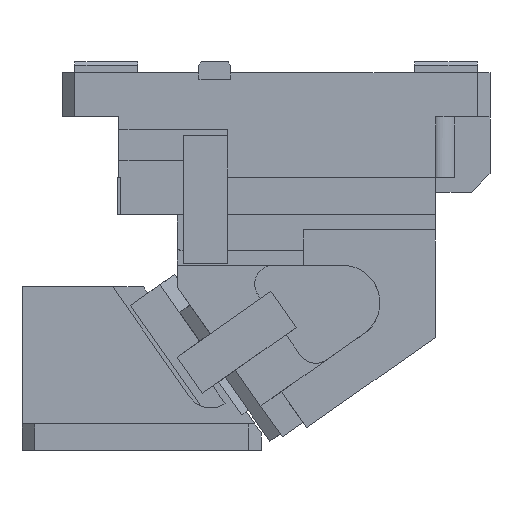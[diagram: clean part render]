
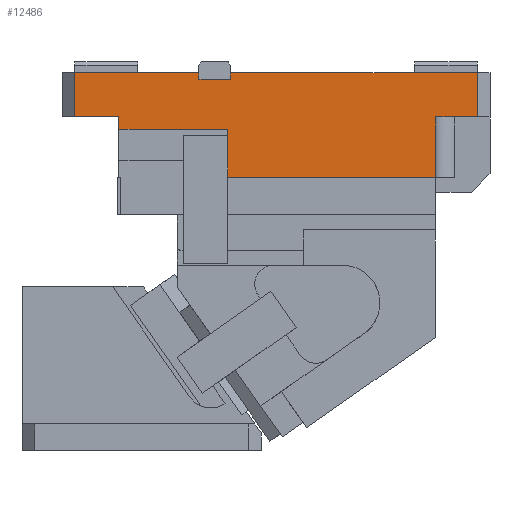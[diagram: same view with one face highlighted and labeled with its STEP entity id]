
A CAD part, front view. The second image highlights one B-rep face of the part: STEP entity #12486.
In plain terms, the highlighted planar face has unit normal (0, -1, 0).
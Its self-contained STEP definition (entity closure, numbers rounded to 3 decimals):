
#7204=CARTESIAN_POINT('Vertex',(42.,-82.5,300.)) ;
#7207=CARTESIAN_POINT('Line Origine',(91.335,-82.5,300.)) ;
#7211=CARTESIAN_POINT('Vertex',(140.67,-82.5,300.)) ;
#7860=CARTESIAN_POINT('Vertex',(329.,-82.5,217.211)) ;
#7863=CARTESIAN_POINT('Line Origine',(246.294,-82.5,217.211)) ;
#7867=CARTESIAN_POINT('Vertex',(163.588,-82.5,217.211)) ;
#8215=CARTESIAN_POINT('Vertex',(329.,-82.5,265.)) ;
#8218=CARTESIAN_POINT('Line Origine',(329.,-82.5,241.105)) ;
#8641=CARTESIAN_POINT('Vertex',(77.,-82.5,255.211)) ;
#8644=CARTESIAN_POINT('Line Origine',(77.,-82.5,260.105)) ;
#8648=CARTESIAN_POINT('Vertex',(77.,-82.5,265.)) ;
#9132=CARTESIAN_POINT('Vertex',(163.588,-82.5,250.211)) ;
#9208=CARTESIAN_POINT('Vertex',(165.67,-82.5,295.)) ;
#9213=CARTESIAN_POINT('Line Origine',(165.67,-82.5,297.5)) ;
#9217=CARTESIAN_POINT('Vertex',(165.67,-82.5,300.)) ;
#11263=CARTESIAN_POINT('Vertex',(140.67,-82.5,295.)) ;
#11266=CARTESIAN_POINT('Line Origine',(153.17,-82.5,295.)) ;
#11287=CARTESIAN_POINT('Vertex',(362.,-82.5,300.)) ;
#11290=CARTESIAN_POINT('Line Origine',(362.,-82.5,282.5)) ;
#11294=CARTESIAN_POINT('Vertex',(362.,-82.5,265.)) ;
#11480=CARTESIAN_POINT('Line Origine',(163.588,-82.5,252.711)) ;
#11484=CARTESIAN_POINT('Vertex',(163.588,-82.5,255.211)) ;
#11569=CARTESIAN_POINT('Line Origine',(102.794,-82.5,255.211)) ;
#11573=CARTESIAN_POINT('Vertex',(128.588,-82.5,255.211)) ;
#11576=CARTESIAN_POINT('Line Origine',(146.088,-82.5,255.211)) ;
#11753=CARTESIAN_POINT('Line Origine',(345.5,-82.5,265.)) ;
#11914=CARTESIAN_POINT('Line Origine',(163.588,-82.5,233.711)) ;
#12002=CARTESIAN_POINT('Line Origine',(59.5,-82.5,265.)) ;
#12006=CARTESIAN_POINT('Vertex',(42.,-82.5,265.)) ;
#12191=CARTESIAN_POINT('Line Origine',(263.835,-82.5,300.)) ;
#12446=CARTESIAN_POINT('Line Origine',(140.67,-82.5,297.5)) ;
#12458=CARTESIAN_POINT('Axis2P3D Location',(298.212,-82.5,236.8)) ;
#12463=CARTESIAN_POINT('Line Origine',(42.,-82.5,282.5)) ;
#7208=DIRECTION('Vector Direction',(-1.,0.,0.)) ;
#7864=DIRECTION('Vector Direction',(-1.,0.,0.)) ;
#8219=DIRECTION('Vector Direction',(0.,0.,1.)) ;
#8645=DIRECTION('Vector Direction',(0.,0.,-1.)) ;
#9214=DIRECTION('Vector Direction',(0.,0.,-1.)) ;
#11267=DIRECTION('Vector Direction',(-1.,0.,0.)) ;
#11291=DIRECTION('Vector Direction',(0.,0.,-1.)) ;
#11481=DIRECTION('Vector Direction',(0.,0.,1.)) ;
#11570=DIRECTION('Vector Direction',(1.,0.,0.)) ;
#11577=DIRECTION('Vector Direction',(1.,0.,0.)) ;
#11754=DIRECTION('Vector Direction',(1.,0.,0.)) ;
#11915=DIRECTION('Vector Direction',(0.,0.,1.)) ;
#12003=DIRECTION('Vector Direction',(1.,0.,0.)) ;
#12192=DIRECTION('Vector Direction',(-1.,0.,0.)) ;
#12447=DIRECTION('Vector Direction',(0.,0.,-1.)) ;
#12459=DIRECTION('Axis2P3D Direction',(0.,1.,-0.)) ;
#12460=DIRECTION('Axis2P3D XDirection',(-1.,0.,0.)) ;
#12464=DIRECTION('Vector Direction',(0.,0.,1.)) ;
#12461=AXIS2_PLACEMENT_3D('Plane Axis2P3D',#12458,#12459,#12460) ;
#12469=ORIENTED_EDGE('',*,*,#9219,.T.) ;
#12470=ORIENTED_EDGE('',*,*,#11270,.F.) ;
#12471=ORIENTED_EDGE('',*,*,#12450,.F.) ;
#12472=ORIENTED_EDGE('',*,*,#7213,.T.) ;
#12473=ORIENTED_EDGE('',*,*,#12467,.F.) ;
#12474=ORIENTED_EDGE('',*,*,#12008,.T.) ;
#12475=ORIENTED_EDGE('',*,*,#8650,.T.) ;
#12476=ORIENTED_EDGE('',*,*,#11575,.T.) ;
#12477=ORIENTED_EDGE('',*,*,#11580,.T.) ;
#12478=ORIENTED_EDGE('',*,*,#11486,.F.) ;
#12479=ORIENTED_EDGE('',*,*,#11918,.F.) ;
#12480=ORIENTED_EDGE('',*,*,#7869,.F.) ;
#12481=ORIENTED_EDGE('',*,*,#8222,.T.) ;
#12482=ORIENTED_EDGE('',*,*,#11757,.T.) ;
#12483=ORIENTED_EDGE('',*,*,#11296,.F.) ;
#12484=ORIENTED_EDGE('',*,*,#12195,.T.) ;
#7209=VECTOR('Line Direction',#7208,1.) ;
#7865=VECTOR('Line Direction',#7864,1.) ;
#8220=VECTOR('Line Direction',#8219,1.) ;
#8646=VECTOR('Line Direction',#8645,1.) ;
#9215=VECTOR('Line Direction',#9214,1.) ;
#11268=VECTOR('Line Direction',#11267,1.) ;
#11292=VECTOR('Line Direction',#11291,1.) ;
#11482=VECTOR('Line Direction',#11481,1.) ;
#11571=VECTOR('Line Direction',#11570,1.) ;
#11578=VECTOR('Line Direction',#11577,1.) ;
#11755=VECTOR('Line Direction',#11754,1.) ;
#11916=VECTOR('Line Direction',#11915,1.) ;
#12004=VECTOR('Line Direction',#12003,1.) ;
#12193=VECTOR('Line Direction',#12192,1.) ;
#12448=VECTOR('Line Direction',#12447,1.) ;
#12465=VECTOR('Line Direction',#12464,1.) ;
#12486=ADVANCED_FACE('CAM HOLDER',(#12485),#12462,.F.) ;
#7213=EDGE_CURVE('',#7212,#7205,#7210,.T.) ;
#7869=EDGE_CURVE('',#7861,#7868,#7866,.T.) ;
#8222=EDGE_CURVE('',#7861,#8216,#8221,.T.) ;
#8650=EDGE_CURVE('',#8649,#8642,#8647,.T.) ;
#9219=EDGE_CURVE('',#9218,#9209,#9216,.T.) ;
#11270=EDGE_CURVE('',#11264,#9209,#11269,.F.) ;
#11296=EDGE_CURVE('',#11288,#11295,#11293,.T.) ;
#11486=EDGE_CURVE('',#9133,#11485,#11483,.T.) ;
#11575=EDGE_CURVE('',#8642,#11574,#11572,.T.) ;
#11580=EDGE_CURVE('',#11574,#11485,#11579,.T.) ;
#11757=EDGE_CURVE('',#8216,#11295,#11756,.T.) ;
#11918=EDGE_CURVE('',#7868,#9133,#11917,.T.) ;
#12008=EDGE_CURVE('',#12007,#8649,#12005,.T.) ;
#12195=EDGE_CURVE('',#11288,#9218,#12194,.T.) ;
#12450=EDGE_CURVE('',#7212,#11264,#12449,.T.) ;
#12467=EDGE_CURVE('',#12007,#7205,#12466,.T.) ;
#12468=EDGE_LOOP('',(#12469,#12470,#12471,#12472,#12473,#12474,#12475,#12476,#12477,#12478,#12479,#12480,#12481,#12482,#12483,#12484)) ;
#12485=FACE_OUTER_BOUND('',#12468,.T.) ;
#7210=LINE('Line',#7207,#7209) ;
#7866=LINE('Line',#7863,#7865) ;
#8221=LINE('Line',#8218,#8220) ;
#8647=LINE('Line',#8644,#8646) ;
#9216=LINE('Line',#9213,#9215) ;
#11269=LINE('Line',#11266,#11268) ;
#11293=LINE('Line',#11290,#11292) ;
#11483=LINE('Line',#11480,#11482) ;
#11572=LINE('Line',#11569,#11571) ;
#11579=LINE('Line',#11576,#11578) ;
#11756=LINE('Line',#11753,#11755) ;
#11917=LINE('Line',#11914,#11916) ;
#12005=LINE('Line',#12002,#12004) ;
#12194=LINE('Line',#12191,#12193) ;
#12449=LINE('Line',#12446,#12448) ;
#12466=LINE('Line',#12463,#12465) ;
#12462=PLANE('Plane',#12461) ;
#7205=VERTEX_POINT('',#7204) ;
#7212=VERTEX_POINT('',#7211) ;
#7861=VERTEX_POINT('',#7860) ;
#7868=VERTEX_POINT('',#7867) ;
#8216=VERTEX_POINT('',#8215) ;
#8642=VERTEX_POINT('',#8641) ;
#8649=VERTEX_POINT('',#8648) ;
#9133=VERTEX_POINT('',#9132) ;
#9209=VERTEX_POINT('',#9208) ;
#9218=VERTEX_POINT('',#9217) ;
#11264=VERTEX_POINT('',#11263) ;
#11288=VERTEX_POINT('',#11287) ;
#11295=VERTEX_POINT('',#11294) ;
#11485=VERTEX_POINT('',#11484) ;
#11574=VERTEX_POINT('',#11573) ;
#12007=VERTEX_POINT('',#12006) ;
